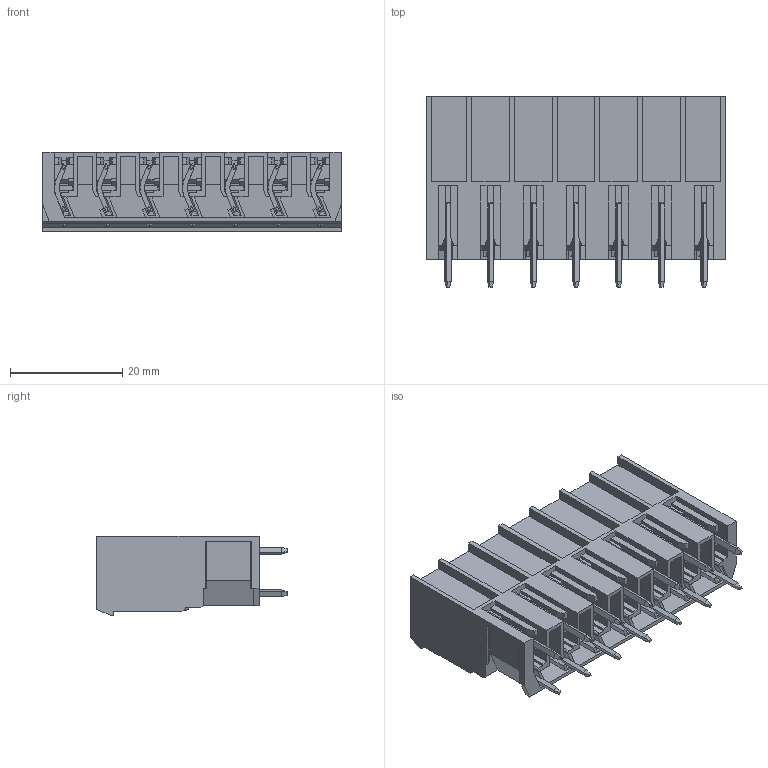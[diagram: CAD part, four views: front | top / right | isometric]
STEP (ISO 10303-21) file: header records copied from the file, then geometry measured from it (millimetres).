
FILE_DESCRIPTION( ('This file contains a STEP AP42 implementation' ,'as created by ZW3D STEP Interface translator.') ,'2;1' );
FILE_NAME( 'WJ3EDGVC-7.62-07P.stp' ,'24 219.141923', (''), ('ZWCAD Software Co.'), 'Version 1.0', 'ZW3D to STEP translator', '' );
FILE_SCHEMA(('AUTOMOTIVE_DESIGN'));
Length unit declared in the file: millimetre
Products named in the file (2): 0; WJ3EDGVC-7.62-07P
Bounding box: 53.34 x 34 x 14.25 mm (x, y, z)
Volume: 7135.2 mm3; surface area: 16247.3 mm2
Topology: 1 solids, 1 shells, 1069 faces, 2977 edges, 1945 vertices
Faces by surface type: bspline 1069
Entity records: 33346 total; most frequent: CARTESIAN_POINT 14347, ORIENTED_EDGE 5954, EDGE_CURVE 2977, B_SPLINE_CURVE_WITH_KNOTS 2766, VERTEX_POINT 1945, EDGE_LOOP 1104, FACE_OUTER_BOUND 1069, ADVANCED_FACE 1069
